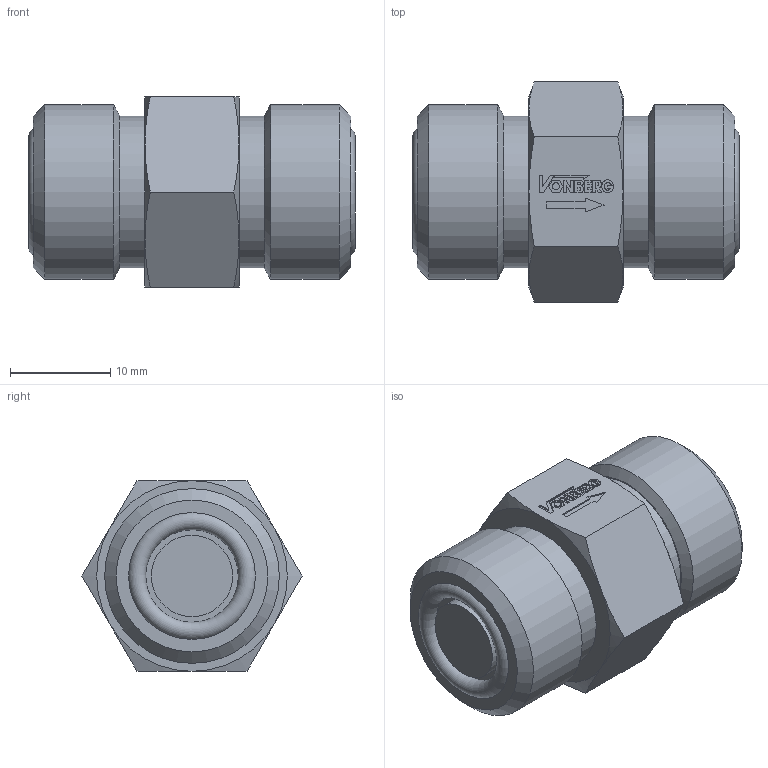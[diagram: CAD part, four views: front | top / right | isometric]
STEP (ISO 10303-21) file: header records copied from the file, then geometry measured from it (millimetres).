
FILE_DESCRIPTION((''),'2;1');
FILE_NAME('1906FS.stp','2015-01-02T10:31:59',('jml'),(''),'Autodesk Inventor 2010','Autodesk Inventor 2010','');
FILE_SCHEMA(('AUTOMOTIVE_DESIGN { 1 0 10303 214 1 1 1 1 }'));
Length unit declared in the file: inch
Products named in the file (4): 1906FS; 221098; 221028; 012 O-RING
Assembly tree (4 placements, depth 2):
  1906FS
    221098
    221028
    012 O-RING  x2
Bounding box: 32.66 x 22 x 19.05 mm (x, y, z)
Volume: 7746.8 mm3; surface area: 3578.9 mm2
Topology: 4 solids, 4 shells, 147 faces, 345 edges, 224 vertices
Faces by surface type: plane 102, cylinder 26, cone 17, torus 2
Full cylindrical faces by diameter (mm): 0.696 x1, 4.762 x1, 7.722 x1, 8.103 x1, 10.312 x1, 10.319 x1, 12.675 x1, 12.751 x1, 15.113 x2, 17.45 x2
Entity records: 4183 total; most frequent: CARTESIAN_POINT 749, DIRECTION 680, ORIENTED_EDGE 650, EDGE_CURVE 325, VECTOR 230, LINE 230, AXIS2_PLACEMENT_3D 225, VERTEX_POINT 222
